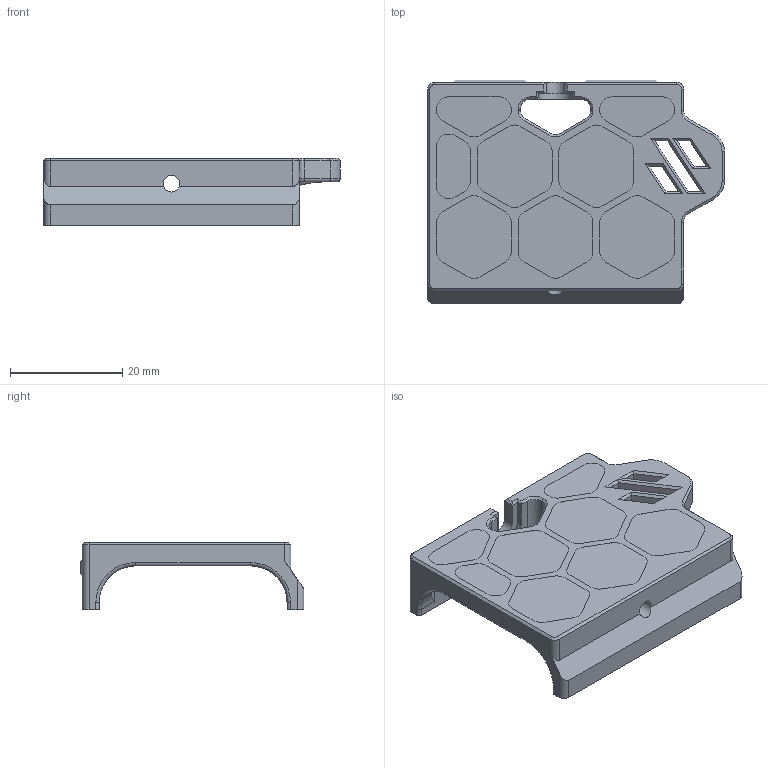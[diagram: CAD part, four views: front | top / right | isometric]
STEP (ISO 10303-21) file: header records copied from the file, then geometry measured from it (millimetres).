
FILE_DESCRIPTION(/* description */ (''),/* implementation_level */ '2;1');
FILE_NAME(/* name */ 'Front Left Skirt With Inserts.step',/* time_stamp */ '2023-01-21T11:12:56-05:00',/* author */ (''),/* organization */ (''),/* preprocessor_version */ 'ST-DEVELOPER v19.2',/* originating_system */ 'Autodesk Translation Framework v11.17.0.187',/* authorisation */ '');
FILE_SCHEMA (('AUTOMOTIVE_DESIGN { 1 0 10303 214 3 1 1 }'));
Length unit declared in the file: millimetre
Products named in the file (2): Front Left Skirt; Inserts (2)
Assembly tree (1 placements, depth 2):
  Front Left Skirt
    Inserts (2)
Bounding box: 52.89 x 39.9 x 12 mm (x, y, z)
Volume: 7180.3 mm3; surface area: 8074.1 mm2
Topology: 9 solids, 9 shells, 433 faces, 1120 edges, 696 vertices
Faces by surface type: plane 235, cylinder 130, cone 57, torus 7, bspline 4
Full cylindrical faces by diameter (mm): 3 x1
Entity records: 13519 total; most frequent: CARTESIAN_POINT 2729, DIRECTION 2257, ORIENTED_EDGE 2240, EDGE_CURVE 1120, AXIS2_PLACEMENT_3D 756, LINE 745, VECTOR 745, VERTEX_POINT 696
